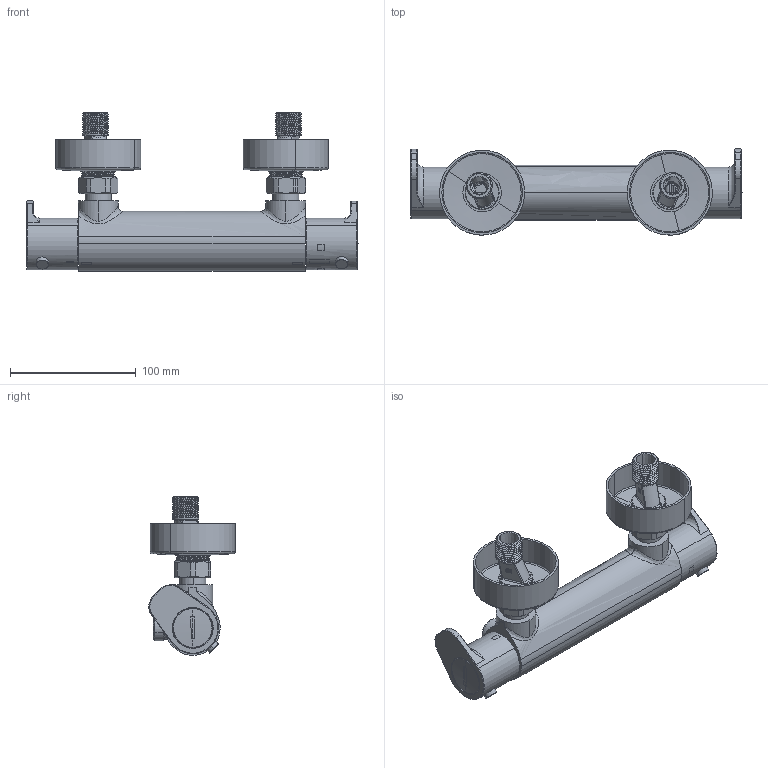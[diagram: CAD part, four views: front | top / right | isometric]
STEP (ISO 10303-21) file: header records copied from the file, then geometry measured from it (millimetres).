
FILE_DESCRIPTION (( 'STEP AP214' ), '1' );
FILE_NAME ('36DP06697.STEP', '2023-06-23T10:11:43', ( '' ), ( '' ), 'SwSTEP 2.0', 'SolidWorks 2021', '' );
FILE_SCHEMA (( 'AUTOMOTIVE_DESIGN' ));
Length unit declared in the file: millimetre
Products named in the file (1): 36DP06697
Bounding box: 263.6 x 68.62 x 126.1 mm (x, y, z)
Volume: 218152 mm3; surface area: 165810.4 mm2
Topology: 17 solids, 17 shells, 1412 faces, 3639 edges, 2309 vertices
Faces by surface type: cylinder 523, plane 446, bspline 205, cone 152, torus 66, sphere 20
Entity records: 95237 total; most frequent: CARTESIAN_POINT 47441, ORIENTED_EDGE 7254, DIRECTION 6036, EDGE_CURVE 3627, VERTEX_POINT 2309, AXIS2_PLACEMENT_3D 2296, EDGE_LOOP 1528, VECTOR 1444
